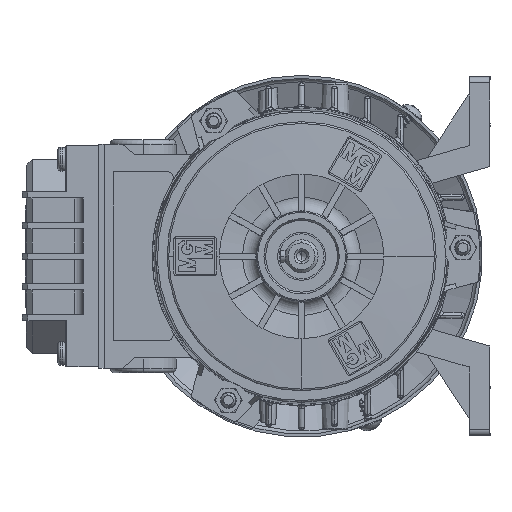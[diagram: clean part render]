
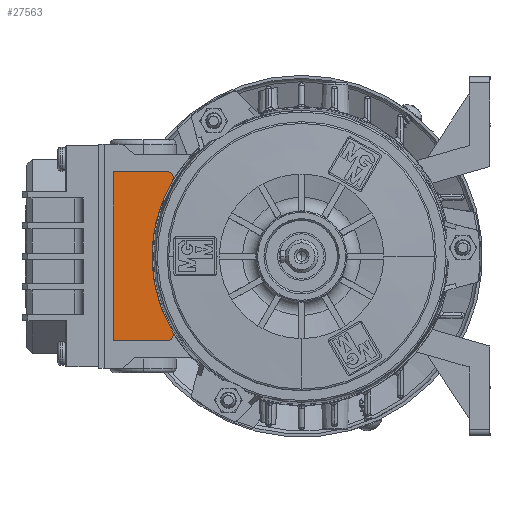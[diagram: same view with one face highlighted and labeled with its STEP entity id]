
A CAD part, left-side view. The second image highlights one B-rep face of the part: STEP entity #27563.
In plain terms, the highlighted planar face has unit normal (-1, 0, 0).
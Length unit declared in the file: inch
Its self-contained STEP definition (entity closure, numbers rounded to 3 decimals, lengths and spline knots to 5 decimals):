
#2760 = CARTESIAN_POINT ( 'NONE',  ( -1.88976, 1.76725, 1.1122 ) ) ;
#4566 = CIRCLE ( 'NONE', #104500, 0.07874 ) ;
#5613 = DIRECTION ( 'NONE',  ( 0., 0., 1. ) ) ;
#8598 = CARTESIAN_POINT ( 'NONE',  ( -1.88976, 2.48031, -1.1122 ) ) ;
#12293 = CARTESIAN_POINT ( 'NONE',  ( -1.88976, 1.76725, -1.1122 ) ) ;
#12511 = DIRECTION ( 'NONE',  ( -1., 0., 0. ) ) ;
#12739 = DIRECTION ( 'NONE',  ( 0., 1., 0. ) ) ;
#13018 = VERTEX_POINT ( 'NONE', #55361 ) ;
#15771 = LINE ( 'NONE', #26379, #41779 ) ;
#18743 = CIRCLE ( 'NONE', #46675, 1.9685 ) ;
#20292 = EDGE_LOOP ( 'NONE', ( #83831, #55625, #109602, #107622, #116850, #68334 ) ) ;
#20796 = PLANE ( 'NONE',  #123515 ) ;
#22020 = DIRECTION ( 'NONE',  ( -1., 0., 0. ) ) ;
#25015 = CARTESIAN_POINT ( 'NONE',  ( -1.88976, 1.69928, -0.99372 ) ) ;
#26379 = CARTESIAN_POINT ( 'NONE',  ( -1.88976, 2.48031, -1.03346 ) ) ;
#27563 = ADVANCED_FACE ( 'NONE', ( #106494 ), #20796, .T. ) ;
#31576 = EDGE_CURVE ( 'NONE', #44589, #116557, #78054, .T. ) ;
#34127 = EDGE_CURVE ( 'NONE', #13018, #71087, #4566, .T. ) ;
#39958 = VECTOR ( 'NONE', #117460, 39.37008 ) ;
#41779 = VECTOR ( 'NONE', #73954, 39.37008 ) ;
#41973 = CARTESIAN_POINT ( 'NONE',  ( -1.88976, 1.76725, -1.03346 ) ) ;
#44589 = VERTEX_POINT ( 'NONE', #8598 ) ;
#46675 = AXIS2_PLACEMENT_3D ( 'NONE', #70650, #118857, #108834 ) ;
#49970 = EDGE_CURVE ( 'NONE', #13018, #104157, #18743, .T. ) ;
#55361 = CARTESIAN_POINT ( 'NONE',  ( -1.88976, 1.69928, 0.99372 ) ) ;
#55625 = ORIENTED_EDGE ( 'NONE', *, *, #66055, .T. ) ;
#59912 = CARTESIAN_POINT ( 'NONE',  ( -1.88976, 1.76725, 1.03346 ) ) ;
#66055 = EDGE_CURVE ( 'NONE', #71087, #115506, #118519, .T. ) ;
#68334 = ORIENTED_EDGE ( 'NONE', *, *, #49970, .F. ) ;
#70254 = CARTESIAN_POINT ( 'NONE',  ( -1.88976, 1.76725, 1.1122 ) ) ;
#70650 = CARTESIAN_POINT ( 'NONE',  ( -1.88976, 0., 0. ) ) ;
#71087 = VERTEX_POINT ( 'NONE', #70254 ) ;
#72849 = CARTESIAN_POINT ( 'NONE',  ( -1.88976, 2.48031, 1.1122 ) ) ;
#73954 = DIRECTION ( 'NONE',  ( 0., 0., -1. ) ) ;
#78054 = LINE ( 'NONE', #12293, #39958 ) ;
#80173 = DIRECTION ( 'NONE',  ( 0., 0., 1. ) ) ;
#83595 = AXIS2_PLACEMENT_3D ( 'NONE', #88822, #12511, #5613 ) ;
#83831 = ORIENTED_EDGE ( 'NONE', *, *, #34127, .T. ) ;
#84769 = DIRECTION ( 'NONE',  ( 0., 0., 1. ) ) ;
#88822 = CARTESIAN_POINT ( 'NONE',  ( -1.88976, 1.76725, -1.03346 ) ) ;
#102303 = VECTOR ( 'NONE', #12739, 39.37008 ) ;
#104157 = VERTEX_POINT ( 'NONE', #25015 ) ;
#104500 = AXIS2_PLACEMENT_3D ( 'NONE', #59912, #114861, #84769 ) ;
#106494 = FACE_OUTER_BOUND ( 'NONE', #20292, .T. ) ;
#107622 = ORIENTED_EDGE ( 'NONE', *, *, #31576, .T. ) ;
#108800 = EDGE_CURVE ( 'NONE', #116557, #104157, #121578, .T. ) ;
#108834 = DIRECTION ( 'NONE',  ( 0., 0., 1. ) ) ;
#109602 = ORIENTED_EDGE ( 'NONE', *, *, #111228, .T. ) ;
#111228 = EDGE_CURVE ( 'NONE', #115506, #44589, #15771, .T. ) ;
#114861 = DIRECTION ( 'NONE',  ( -1., 0., 0. ) ) ;
#115506 = VERTEX_POINT ( 'NONE', #72849 ) ;
#116557 = VERTEX_POINT ( 'NONE', #122799 ) ;
#116850 = ORIENTED_EDGE ( 'NONE', *, *, #108800, .T. ) ;
#117460 = DIRECTION ( 'NONE',  ( 0., -1., 0. ) ) ;
#118519 = LINE ( 'NONE', #2760, #102303 ) ;
#118857 = DIRECTION ( 'NONE',  ( -1., 0., 0. ) ) ;
#121578 = CIRCLE ( 'NONE', #83595, 0.07874 ) ;
#122799 = CARTESIAN_POINT ( 'NONE',  ( -1.88976, 1.76725, -1.1122 ) ) ;
#123515 = AXIS2_PLACEMENT_3D ( 'NONE', #41973, #22020, #80173 ) ;
